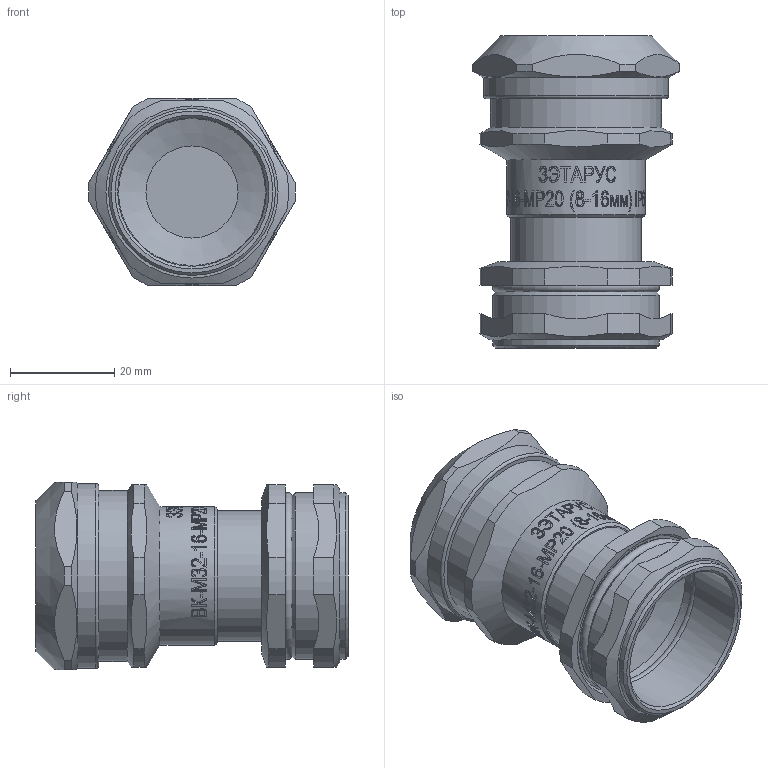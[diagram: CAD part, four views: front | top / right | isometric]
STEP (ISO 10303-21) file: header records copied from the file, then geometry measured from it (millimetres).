
FILE_DESCRIPTION(/* description */ (''),/* implementation_level */ '2;1');
FILE_NAME(/* name */ 'Модель ВК-М32-16-МР20.stp',/* time_stamp */ '2020-07-16T15:28:02+07:00',/* author */ ('Борисов Е'),/* organization */ (''),/* preprocessor_version */ 'ST-DEVELOPER v17',/* originating_system */ 'Autodesk Inventor 2019',/* authorisation */ '');
FILE_SCHEMA (('AUTOMOTIVE_DESIGN { 1 0 10303 214 3 1 1 }'));
Length unit declared in the file: millimetre
Products named in the file (1): Модель ВК-М3
2-16-МР20
Bounding box: 39.57 x 59.83 x 36 mm (x, y, z)
Volume: 30917.2 mm3; surface area: 14920.8 mm2
Topology: 1 solids, 1 shells, 606 faces, 1622 edges, 1086 vertices
Faces by surface type: bspline 297, plane 191, cylinder 89, cone 24, torus 5
Full cylindrical faces by diameter (mm): 19.1 x1, 19.9 x1, 25 x1, 26 x1, 26.5 x1, 26.6 x1, 27.2 x1, 28.5 x2, 31 x1, 31.4 x1, 32 x2, 32.8 x1, 35.5 x1
Entity records: 26538 total; most frequent: CARTESIAN_POINT 12617, ORIENTED_EDGE 3248, DIRECTION 1891, EDGE_CURVE 1624, VERTEX_POINT 1088, EDGE_LOOP 674, LINE 645, VECTOR 645
